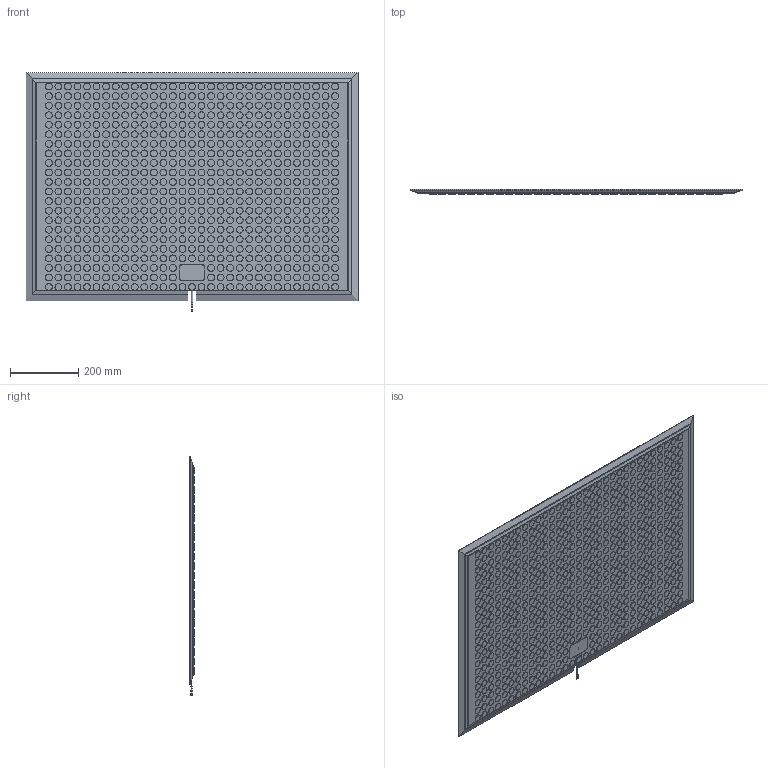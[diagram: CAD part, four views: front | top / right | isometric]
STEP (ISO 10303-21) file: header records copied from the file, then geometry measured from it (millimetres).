
FILE_DESCRIPTION (( 'STEP AP214' ), '1' );
FILE_NAME ('CAD-21.02703.STEP', '2021-06-22T12:40:34', ( '' ), ( '' ), 'SwSTEP 2.0', 'SolidWorks 2019', '' );
FILE_SCHEMA (( 'AUTOMOTIVE_DESIGN' ));
Length unit declared in the file: millimetre
Products named in the file (6): CAD-20.00101_einfache Darstellung; CAD-21.02703; CAD-20.00252; CAD-17.05386_einfache Darstellung; CAD-16.00097_einfache Darstellung; CAD-17.05757
Assembly tree (4 placements, depth 3):
  CAD-21.02703
    CAD-20.00252
    CAD-20.00101_einfache Darstellung
      CAD-16.00097_einfache Darstellung
    CAD-17.05757
  CAD-17.05386_einfache Darstellung
Bounding box: 974 x 14 x 700.5 mm (x, y, z)
Volume: 7635803.9 mm3; surface area: 1910997.1 mm2
Topology: 681 solids, 681 shells, 2905 faces, 4546 edges, 3020 vertices
Faces by surface type: cylinder 1434, plane 1430, torus 36, bspline 5
Entity records: 74849 total; most frequent: DIRECTION 13324, CARTESIAN_POINT 10664, ORIENTED_EDGE 9092, AXIS2_PLACEMENT_3D 5876, EDGE_CURVE 4546, VERTEX_POINT 3020, CIRCLE 2968, EDGE_LOOP 2922
